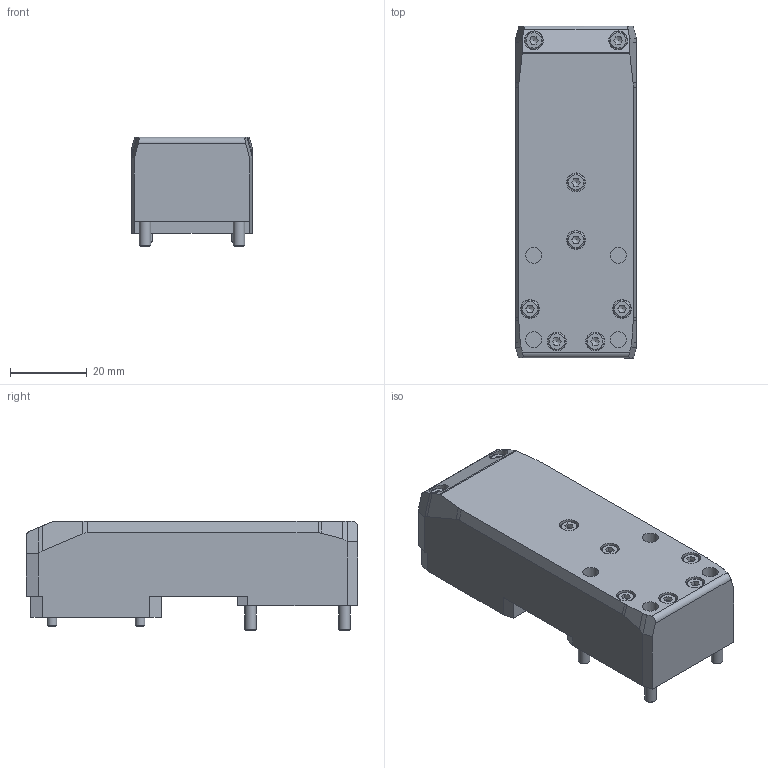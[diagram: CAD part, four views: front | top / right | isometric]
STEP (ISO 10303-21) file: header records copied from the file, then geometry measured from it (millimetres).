
FILE_DESCRIPTION(/* description */ (''),/* implementation_level */ '2;1');
FILE_NAME(/* name */ 'CAD_108262.stp',/* time_stamp */ '2021-01-19T10:28:29+01:00',/* author */ ('Hypex'),/* organization */ ('Hypex'),/* preprocessor_version */ 'ST-DEVELOPER v18',/* originating_system */ 'Autodesk Inventor 2020',/* authorisation */ '');
FILE_SCHEMA (('AUTOMOTIVE_DESIGN { 1 0 10303 214 3 1 1 }'));
Length unit declared in the file: millimetre
Products named in the file (1): CAD_108262
Bounding box: 31.5 x 86.5 x 28.5 mm (x, y, z)
Volume: 55562.7 mm3; surface area: 14133.7 mm2
Topology: 1 solids, 9 shells, 286 faces, 783 edges, 553 vertices
Faces by surface type: plane 185, cylinder 51, cone 26, torus 16, bspline 8
Full cylindrical faces by diameter (mm): 2.5 x4, 3 x4, 4.134 x4, 4.5 x12, 4.9 x8, 5 x4, 5.5 x4, 6 x4, 22 x1, 25 x1
Entity records: 9414 total; most frequent: CARTESIAN_POINT 1871, ORIENTED_EDGE 1534, DIRECTION 1498, EDGE_CURVE 767, AXIS2_PLACEMENT_3D 564, VERTEX_POINT 553, LINE 370, VECTOR 370
